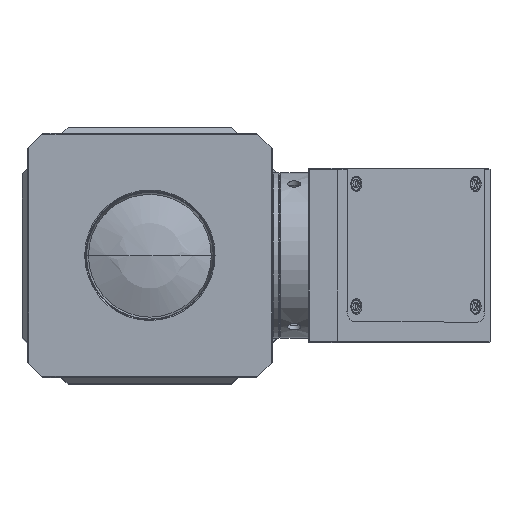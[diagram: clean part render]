
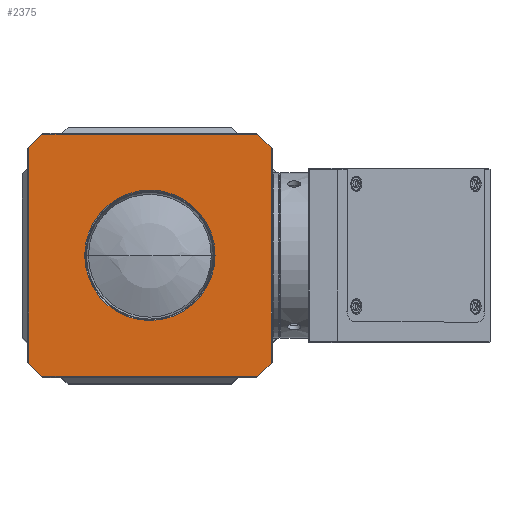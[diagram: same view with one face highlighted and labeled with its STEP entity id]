
A CAD part, top view. The second image highlights one B-rep face of the part: STEP entity #2375.
In plain terms, the highlighted planar face has unit normal (0, 0, 1).
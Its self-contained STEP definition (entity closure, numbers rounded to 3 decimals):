
#928=DIRECTION('',(0.707,-0.707,0.));
#929=VECTOR('',#928,3.677);
#930=CARTESIAN_POINT('',(21.1,23.7,24.25));
#931=LINE('',#930,#929);
#935=DIRECTION('',(0.,-1.,0.));
#936=VECTOR('',#935,42.2);
#937=CARTESIAN_POINT('',(23.7,21.1,24.25));
#938=LINE('',#937,#936);
#942=DIRECTION('',(0.707,0.707,0.));
#943=VECTOR('',#942,3.677);
#944=CARTESIAN_POINT('',(21.1,-23.7,24.25));
#945=LINE('',#944,#943);
#949=DIRECTION('',(-1.,0.,0.));
#950=VECTOR('',#949,42.2);
#951=CARTESIAN_POINT('',(21.1,-23.7,24.25));
#952=LINE('',#951,#950);
#956=DIRECTION('',(-0.707,0.707,0.));
#957=VECTOR('',#956,3.677);
#958=CARTESIAN_POINT('',(-21.1,-23.7,24.25));
#959=LINE('',#958,#957);
#963=DIRECTION('',(0.,1.,0.));
#964=VECTOR('',#963,42.2);
#965=CARTESIAN_POINT('',(-23.7,-21.1,24.25));
#966=LINE('',#965,#964);
#970=DIRECTION('',(-0.707,-0.707,0.));
#971=VECTOR('',#970,3.677);
#972=CARTESIAN_POINT('',(-21.1,23.7,24.25));
#973=LINE('',#972,#971);
#977=DIRECTION('',(-1.,0.,0.));
#978=VECTOR('',#977,42.2);
#979=CARTESIAN_POINT('',(21.1,23.7,24.25));
#980=LINE('',#979,#978);
#984=CARTESIAN_POINT('',(0.,0.,24.25));
#985=DIRECTION('',(0.,0.,-1.));
#986=DIRECTION('',(1.,0.,0.));
#987=AXIS2_PLACEMENT_3D('',#984,#985,#986);
#992=CARTESIAN_POINT('',(0.,0.,24.25));
#993=DIRECTION('',(0.,0.,-1.));
#994=DIRECTION('',(-1.,0.,0.));
#995=AXIS2_PLACEMENT_3D('',#992,#993,#994);
#1662=CARTESIAN_POINT('',(23.7,21.1,24.25));
#1663=VERTEX_POINT('',#1662);
#1664=CARTESIAN_POINT('',(21.1,23.7,24.25));
#1665=VERTEX_POINT('',#1664);
#1666=CARTESIAN_POINT('',(-21.1,23.7,24.25));
#1667=VERTEX_POINT('',#1666);
#1668=CARTESIAN_POINT('',(-23.7,21.1,24.25));
#1669=VERTEX_POINT('',#1668);
#1670=CARTESIAN_POINT('',(-23.7,-21.1,24.25));
#1671=VERTEX_POINT('',#1670);
#1672=CARTESIAN_POINT('',(-21.1,-23.7,24.25));
#1673=VERTEX_POINT('',#1672);
#1674=CARTESIAN_POINT('',(21.1,-23.7,24.25));
#1675=VERTEX_POINT('',#1674);
#1676=CARTESIAN_POINT('',(23.7,-21.1,24.25));
#1677=VERTEX_POINT('',#1676);
#1704=CARTESIAN_POINT('',(12.745,0.,24.25));
#1705=CARTESIAN_POINT('',(-12.745,0.,24.25));
#1706=VERTEX_POINT('',#1704);
#1707=VERTEX_POINT('',#1705);
#2350=CARTESIAN_POINT('',(-23.9,23.9,24.25));
#2351=DIRECTION('',(0.,0.,1.));
#2352=DIRECTION('',(0.,-1.,0.));
#2353=AXIS2_PLACEMENT_3D('',#2350,#2351,#2352);
#2354=PLANE('',#2353);
#2355=ORIENTED_EDGE('',*,*,#1891,.T.);
#2357=ORIENTED_EDGE('',*,*,#2356,.T.);
#2359=ORIENTED_EDGE('',*,*,#2358,.F.);
#2361=ORIENTED_EDGE('',*,*,#2360,.T.);
#2363=ORIENTED_EDGE('',*,*,#2362,.T.);
#2365=ORIENTED_EDGE('',*,*,#2364,.T.);
#2366=ORIENTED_EDGE('',*,*,#1845,.F.);
#2367=ORIENTED_EDGE('',*,*,#1868,.F.);
#2368=EDGE_LOOP('',(#2355,#2357,#2359,#2361,#2363,#2365,#2366,#2367));
#2369=FACE_OUTER_BOUND('',#2368,.F.);
#2371=ORIENTED_EDGE('',*,*,#2370,.F.);
#2372=ORIENTED_EDGE('',*,*,#2340,.F.);
#2373=EDGE_LOOP('',(#2371,#2372));
#2374=FACE_BOUND('',#2373,.F.);
#988=CIRCLE('',#987,12.745);
#996=CIRCLE('',#995,12.745);
#1845=EDGE_CURVE('',#1667,#1669,#973,.T.);
#1868=EDGE_CURVE('',#1665,#1667,#980,.T.);
#1891=EDGE_CURVE('',#1665,#1663,#931,.T.);
#2340=EDGE_CURVE('',#1707,#1706,#996,.T.);
#2356=EDGE_CURVE('',#1663,#1677,#938,.T.);
#2358=EDGE_CURVE('',#1675,#1677,#945,.T.);
#2360=EDGE_CURVE('',#1675,#1673,#952,.T.);
#2362=EDGE_CURVE('',#1673,#1671,#959,.T.);
#2364=EDGE_CURVE('',#1671,#1669,#966,.T.);
#2370=EDGE_CURVE('',#1706,#1707,#988,.T.);
#2375=ADVANCED_FACE('',(#2369,#2374),#2354,.T.);
